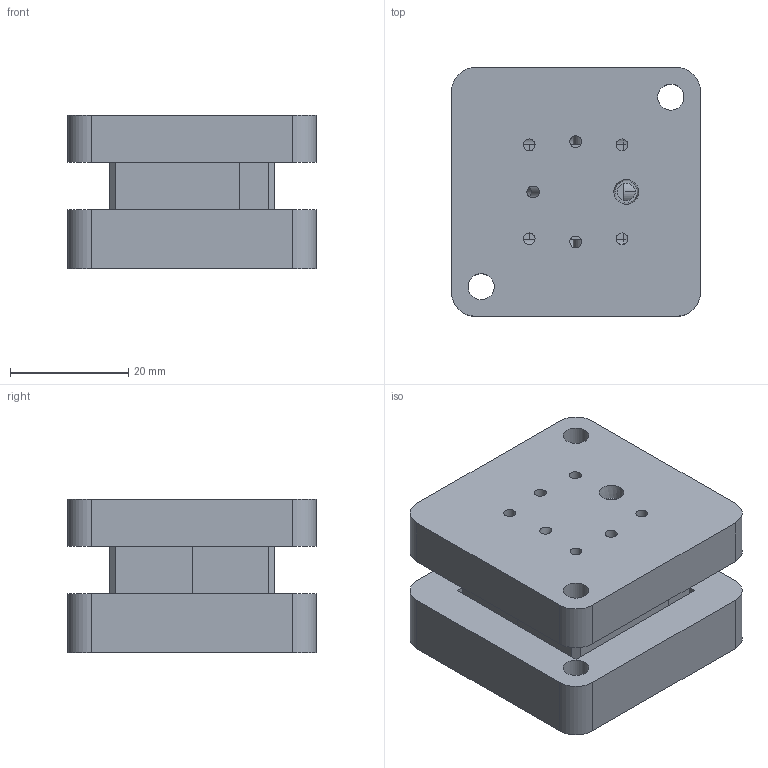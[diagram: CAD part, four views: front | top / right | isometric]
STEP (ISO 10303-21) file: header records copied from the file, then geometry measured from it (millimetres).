
FILE_DESCRIPTION(('FreeCAD Model'),'2;1');
FILE_NAME('Open CASCADE Shape Model','2020-12-22T14:16:48',('Author'),( ''),'Open CASCADE STEP processor 7.4','FreeCAD','Unknown');
FILE_SCHEMA(('AUTOMOTIVE_DESIGN { 1 0 10303 214 1 1 1 1 }'));
Length unit declared in the file: millimetre
Products named in the file (7): Silikonsocke_Gu__form_1; Innen; Links; Rechts; Oben; Unten; Vorne
Assembly tree (6 placements, depth 2):
  Silikonsocke_Gu__form_1
    Innen
    Links
    Rechts
    Oben
    Unten
    Vorne
Bounding box: 42 x 42 x 26 mm (x, y, z)
Volume: 33899.7 mm3; surface area: 16689.9 mm2
Topology: 6 solids, 6 shells, 179 faces, 422 edges, 273 vertices
Faces by surface type: plane 102, cylinder 56, cone 10, torus 8, sphere 2, bspline 1
Full cylindrical faces by diameter (mm): 1.97 x1, 2 x6, 3 x1, 4 x5, 4.4 x4, 7 x2, 7.5 x1, 11.5 x1
Entity records: 11461 total; most frequent: CARTESIAN_POINT 2601, DIRECTION 1698, LINE 964, VECTOR 964, ORIENTED_EDGE 836, PCURVE 836, DEFINITIONAL_REPRESENTATION 836, EDGE_CURVE 418
